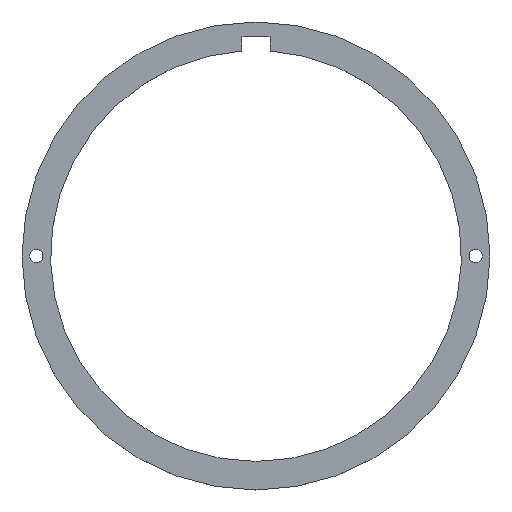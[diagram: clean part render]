
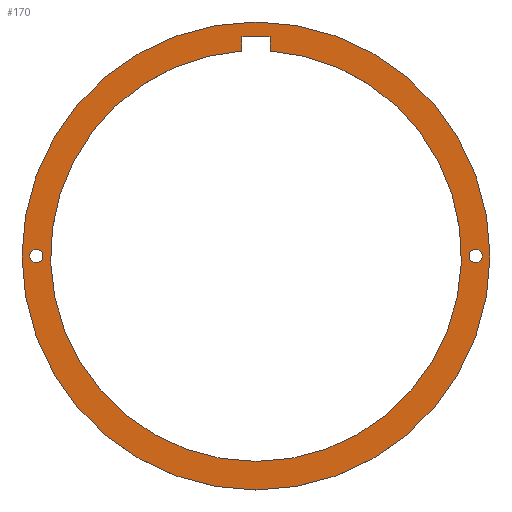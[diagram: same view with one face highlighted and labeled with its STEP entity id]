
A CAD part, top view. The second image highlights one B-rep face of the part: STEP entity #170.
In plain terms, the highlighted planar face has unit normal (0, 0, 1).
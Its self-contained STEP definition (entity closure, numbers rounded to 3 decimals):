
#15=FACE_BOUND('',#42,.T.);
#16=FACE_BOUND('',#43,.T.);
#17=FACE_BOUND('',#44,.T.);
#23=PLANE('',#212);
#32=FACE_OUTER_BOUND('',#41,.T.);
#41=EDGE_LOOP('',(#144));
#42=EDGE_LOOP('',(#145));
#43=EDGE_LOOP('',(#146));
#44=EDGE_LOOP('',(#147,#148,#149,#150));
#53=LINE('',#285,#64);
#57=LINE('',#297,#68);
#64=VECTOR('',#234,10.);
#68=VECTOR('',#246,10.);
#71=CIRCLE('',#196,2.6);
#73=CIRCLE('',#199,2.6);
#76=CIRCLE('',#204,80.6);
#78=CIRCLE('',#208,86.1);
#79=CIRCLE('',#210,91.8);
#81=VERTEX_POINT('',#267);
#83=VERTEX_POINT('',#273);
#87=VERTEX_POINT('',#282);
#88=VERTEX_POINT('',#284);
#90=VERTEX_POINT('',#290);
#92=VERTEX_POINT('',#296);
#93=VERTEX_POINT('',#303);
#95=EDGE_CURVE('',#81,#81,#71,.T.);
#98=EDGE_CURVE('',#83,#83,#73,.T.);
#103=EDGE_CURVE('',#88,#87,#53,.T.);
#106=EDGE_CURVE('',#90,#88,#76,.T.);
#109=EDGE_CURVE('',#92,#90,#57,.T.);
#112=EDGE_CURVE('',#87,#92,#78,.T.);
#113=EDGE_CURVE('',#93,#93,#79,.T.);
#144=ORIENTED_EDGE('',*,*,#113,.T.);
#145=ORIENTED_EDGE('',*,*,#95,.T.);
#146=ORIENTED_EDGE('',*,*,#98,.T.);
#147=ORIENTED_EDGE('',*,*,#112,.T.);
#148=ORIENTED_EDGE('',*,*,#109,.T.);
#149=ORIENTED_EDGE('',*,*,#106,.T.);
#150=ORIENTED_EDGE('',*,*,#103,.T.);
#170=ADVANCED_FACE('',(#32,#15,#16,#17),#23,.T.);
#196=AXIS2_PLACEMENT_3D('',#268,#218,#219);
#199=AXIS2_PLACEMENT_3D('',#274,#225,#226);
#204=AXIS2_PLACEMENT_3D('',#291,#240,#241);
#208=AXIS2_PLACEMENT_3D('',#301,#252,#253);
#210=AXIS2_PLACEMENT_3D('',#304,#256,#257);
#212=AXIS2_PLACEMENT_3D('',#308,#261,#262);
#218=DIRECTION('center_axis',(0.,0.,-1.));
#219=DIRECTION('ref_axis',(1.,0.,0.));
#225=DIRECTION('center_axis',(0.,0.,-1.));
#226=DIRECTION('ref_axis',(1.,0.,0.));
#234=DIRECTION('',(0.,1.,0.));
#240=DIRECTION('center_axis',(0.,0.,-1.));
#241=DIRECTION('ref_axis',(-1.,0.,0.));
#246=DIRECTION('',(0.,-1.,0.));
#252=DIRECTION('center_axis',(0.,0.,-1.));
#253=DIRECTION('ref_axis',(-0.064,-0.998,0.));
#256=DIRECTION('center_axis',(0.,0.,1.));
#257=DIRECTION('ref_axis',(1.,0.,0.));
#261=DIRECTION('center_axis',(0.,0.,1.));
#262=DIRECTION('ref_axis',(1.,0.,0.));
#267=CARTESIAN_POINT('',(83.6,0.,5.));
#268=CARTESIAN_POINT('Origin',(86.2,0.,5.));
#273=CARTESIAN_POINT('',(-88.8,0.,5.));
#274=CARTESIAN_POINT('Origin',(-86.2,0.,5.));
#282=CARTESIAN_POINT('',(-5.5,85.924,5.));
#284=CARTESIAN_POINT('',(-5.5,80.412,5.));
#285=CARTESIAN_POINT('',(-5.5,80.412,5.));
#290=CARTESIAN_POINT('',(5.5,80.412,5.));
#291=CARTESIAN_POINT('Origin',(0.,0.,5.));
#296=CARTESIAN_POINT('',(5.5,85.924,5.));
#297=CARTESIAN_POINT('',(5.5,85.924,5.));
#301=CARTESIAN_POINT('Origin',(0.,0.,5.));
#303=CARTESIAN_POINT('',(-91.8,0.,5.));
#304=CARTESIAN_POINT('Origin',(0.,0.,5.));
#308=CARTESIAN_POINT('Origin',(0.,0.,5.));
